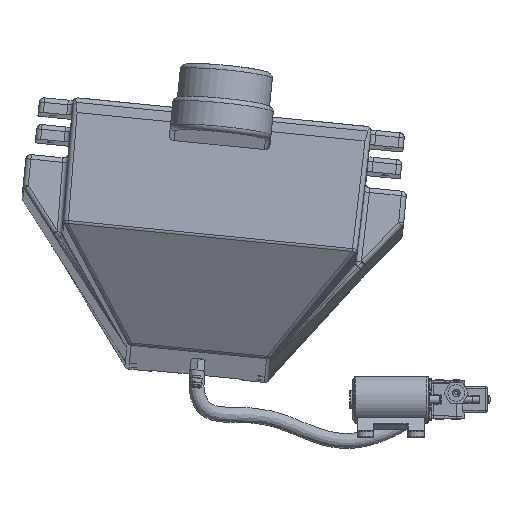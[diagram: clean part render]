
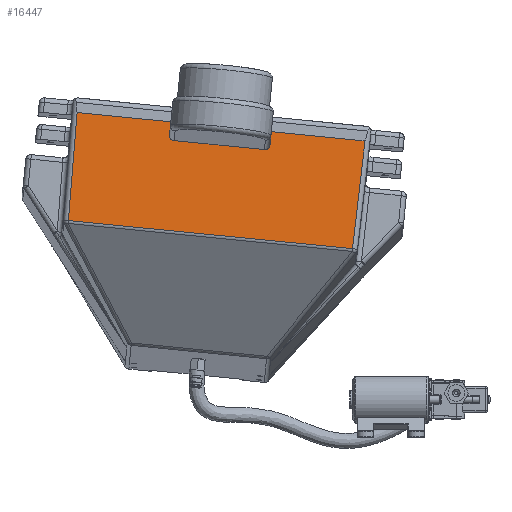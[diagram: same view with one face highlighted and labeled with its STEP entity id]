
A CAD part, left-side view. The second image highlights one B-rep face of the part: STEP entity #16447.
In plain terms, the highlighted face is planar.
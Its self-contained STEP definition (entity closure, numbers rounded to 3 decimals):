
#922=PLANE('',#18703);
#1672=LINE('',#32488,#2563);
#1710=LINE('',#32684,#2601);
#1713=LINE('',#32693,#2604);
#1714=LINE('',#32695,#2605);
#1715=LINE('',#32696,#2606);
#1716=LINE('',#32697,#2607);
#2563=VECTOR('',#23628,339.493);
#2601=VECTOR('',#23806,120.);
#2604=VECTOR('',#23815,129.205);
#2605=VECTOR('',#23816,129.205);
#2606=VECTOR('',#23817,112.001);
#2607=VECTOR('',#23818,112.001);
#4090=FACE_OUTER_BOUND('',#5233,.T.);
#5233=EDGE_LOOP('',(#14668,#14669,#14670,#14671,#14672,#14673));
#7832=VERTEX_POINT('',#32485);
#7833=VERTEX_POINT('',#32487);
#7872=VERTEX_POINT('',#32680);
#7873=VERTEX_POINT('',#32682);
#7876=VERTEX_POINT('',#32692);
#7877=VERTEX_POINT('',#32694);
#10092=EDGE_CURVE('',#7833,#7832,#1672,.T.);
#10166=EDGE_CURVE('',#7873,#7872,#1710,.T.);
#10170=EDGE_CURVE('',#7876,#7833,#1713,.T.);
#10171=EDGE_CURVE('',#7832,#7877,#1714,.F.);
#10172=EDGE_CURVE('',#7872,#7877,#1715,.T.);
#10173=EDGE_CURVE('',#7876,#7873,#1716,.T.);
#14668=ORIENTED_EDGE('',*,*,#10170,.T.);
#14669=ORIENTED_EDGE('',*,*,#10092,.T.);
#14670=ORIENTED_EDGE('',*,*,#10171,.T.);
#14671=ORIENTED_EDGE('',*,*,#10172,.F.);
#14672=ORIENTED_EDGE('',*,*,#10166,.F.);
#14673=ORIENTED_EDGE('',*,*,#10173,.F.);
#16447=ADVANCED_FACE('',(#4090),#922,.T.);
#18703=AXIS2_PLACEMENT_3D('',#32691,#23813,#23814);
#23628=DIRECTION('',(0.,0.,1.));
#23806=DIRECTION('',(0.,0.,1.));
#23813=DIRECTION('center_axis',(-1.,-0.017,
0.));
#23814=DIRECTION('ref_axis',(0.,0.,1.));
#23815=DIRECTION('',(0.017,-1.,0.017));
#23816=DIRECTION('',(0.017,-1.,-0.017));
#23817=DIRECTION('',(0.,0.,1.));
#23818=DIRECTION('',(0.,0.,1.));
#32485=CARTESIAN_POINT('',(-375.745,-138.166,80.746));
#32487=CARTESIAN_POINT('',(-375.745,-138.166,-258.746));
#32488=CARTESIAN_POINT('',(-375.745,-138.166,-258.746));
#32680=CARTESIAN_POINT('',(-378.,-9.,-29.));
#32682=CARTESIAN_POINT('',(-378.,-9.,-149.));
#32684=CARTESIAN_POINT('',(-378.,-9.,-149.));
#32691=CARTESIAN_POINT('Origin',(-378.,-9.,-267.));
#32692=CARTESIAN_POINT('',(-378.,-9.,-261.001));
#32693=CARTESIAN_POINT('',(-378.,-9.,-261.001));
#32694=CARTESIAN_POINT('',(-378.,-9.,83.001));
#32695=CARTESIAN_POINT('',(-378.,-9.,83.001));
#32696=CARTESIAN_POINT('',(-378.,-9.,-29.));
#32697=CARTESIAN_POINT('',(-378.,-9.,-261.001));
